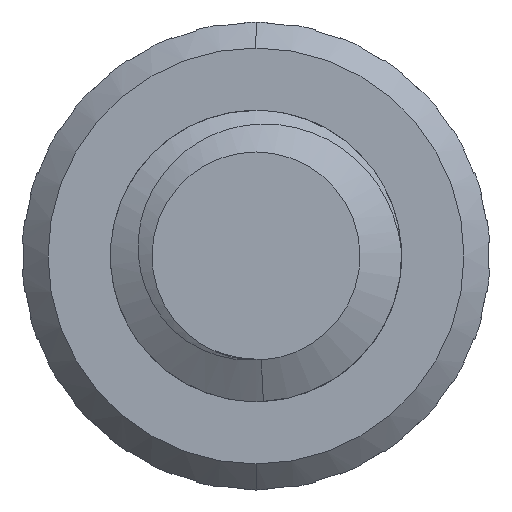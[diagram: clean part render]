
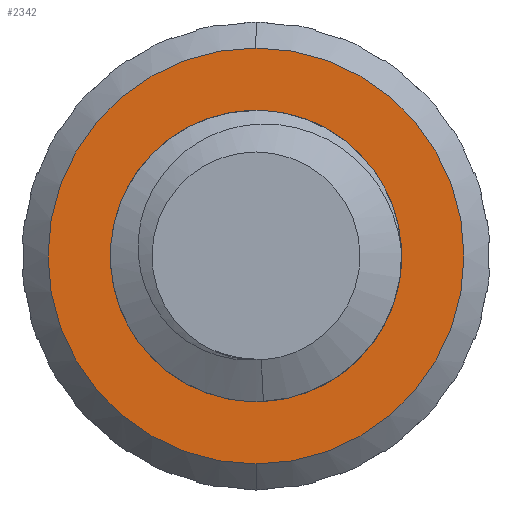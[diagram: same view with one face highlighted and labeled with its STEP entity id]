
A CAD part, left-side view. The second image highlights one B-rep face of the part: STEP entity #2342.
In plain terms, the highlighted planar face has unit normal (-1, 0, 0).
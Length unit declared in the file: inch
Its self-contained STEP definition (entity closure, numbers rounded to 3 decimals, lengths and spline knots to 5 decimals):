
#250 = CARTESIAN_POINT ( 'NONE',  ( 0.3, 0.04, 0. ) ) ;
#345 = CARTESIAN_POINT ( 'NONE',  ( 0.3, 0., 0. ) ) ;
#373 = CIRCLE ( 'NONE', #3722, 0.04 ) ;
#383 = ORIENTED_EDGE ( 'NONE', *, *, #5232, .T. ) ;
#677 = DIRECTION ( 'NONE',  ( 0., 0., 1. ) ) ;
#742 = CARTESIAN_POINT ( 'NONE',  ( 0.3, 0., 0. ) ) ;
#744 = AXIS2_PLACEMENT_3D ( 'NONE', #345, #2830, #3562 ) ;
#1106 = PLANE ( 'NONE',  #5613 ) ;
#1127 = CARTESIAN_POINT ( 'NONE',  ( 0.3, 0., 0. ) ) ;
#1489 = EDGE_LOOP ( 'NONE', ( #3856, #3872 ) ) ;
#1590 = VERTEX_POINT ( 'NONE', #2606 ) ;
#1875 = EDGE_CURVE ( 'NONE', #1590, #1908, #373, .T. ) ;
#1908 = VERTEX_POINT ( 'NONE', #5464 ) ;
#2096 = DIRECTION ( 'NONE',  ( 1., 0., 0. ) ) ;
#2342 = ADVANCED_FACE ( 'NONE', ( #4814, #4362 ), #1106, .F. ) ;
#2514 = ORIENTED_EDGE ( 'NONE', *, *, #5080, .T. ) ;
#2606 = CARTESIAN_POINT ( 'NONE',  ( 0.3, 0., 0.04 ) ) ;
#2830 = DIRECTION ( 'NONE',  ( -1., 0., 0. ) ) ;
#3562 = DIRECTION ( 'NONE',  ( 0., 0., -1. ) ) ;
#3617 = CIRCLE ( 'NONE', #744, 0.08 ) ;
#3704 = CIRCLE ( 'NONE', #4862, 0.08 ) ;
#3719 = VERTEX_POINT ( 'NONE', #4234 ) ;
#3722 = AXIS2_PLACEMENT_3D ( 'NONE', #5404, #5826, #4951 ) ;
#3856 = ORIENTED_EDGE ( 'NONE', *, *, #1875, .F. ) ;
#3872 = ORIENTED_EDGE ( 'NONE', *, *, #5390, .F. ) ;
#3950 = VERTEX_POINT ( 'NONE', #4610 ) ;
#4115 = AXIS2_PLACEMENT_3D ( 'NONE', #1127, #5710, #677 ) ;
#4234 = CARTESIAN_POINT ( 'NONE',  ( 0.3, 0., -0.08 ) ) ;
#4362 = FACE_BOUND ( 'NONE', #1489, .T. ) ;
#4400 = CIRCLE ( 'NONE', #4115, 0.04 ) ;
#4610 = CARTESIAN_POINT ( 'NONE',  ( 0.3, 0., 0.08 ) ) ;
#4814 = FACE_OUTER_BOUND ( 'NONE', #5658, .T. ) ;
#4862 = AXIS2_PLACEMENT_3D ( 'NONE', #742, #5325, #5784 ) ;
#4951 = DIRECTION ( 'NONE',  ( 0., 0., 1. ) ) ;
#5080 = EDGE_CURVE ( 'NONE', #3950, #3719, #3704, .T. ) ;
#5173 = DIRECTION ( 'NONE',  ( 0., 0., -1. ) ) ;
#5232 = EDGE_CURVE ( 'NONE', #3719, #3950, #3617, .T. ) ;
#5325 = DIRECTION ( 'NONE',  ( -1., 0., 0. ) ) ;
#5390 = EDGE_CURVE ( 'NONE', #1908, #1590, #4400, .T. ) ;
#5404 = CARTESIAN_POINT ( 'NONE',  ( 0.3, 0., 0. ) ) ;
#5464 = CARTESIAN_POINT ( 'NONE',  ( 0.3, 0., -0.04 ) ) ;
#5613 = AXIS2_PLACEMENT_3D ( 'NONE', #250, #2096, #5173 ) ;
#5658 = EDGE_LOOP ( 'NONE', ( #383, #2514 ) ) ;
#5710 = DIRECTION ( 'NONE',  ( -1., 0., 0. ) ) ;
#5784 = DIRECTION ( 'NONE',  ( 0., 0., -1. ) ) ;
#5826 = DIRECTION ( 'NONE',  ( -1., 0., 0. ) ) ;
